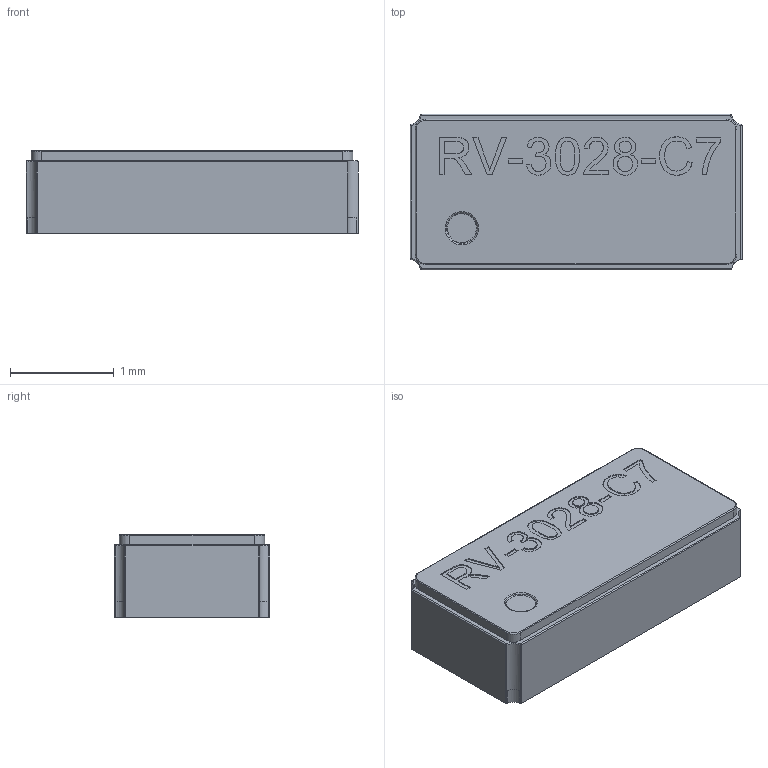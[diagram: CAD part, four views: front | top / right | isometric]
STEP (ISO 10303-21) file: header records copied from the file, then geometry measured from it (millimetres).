
FILE_DESCRIPTION (( 'STEP AP214' ), '1' );
FILE_NAME ('User Library-RV-3028-C7.STEP', '2020-10-19T10:26:04', ( '' ), ( '' ), 'SwSTEP 2.0', 'SolidWorks 2020', '' );
FILE_SCHEMA (( 'AUTOMOTIVE_DESIGN' ));
Length unit declared in the file: millimetre
Products named in the file (11): Part_10502_5; Part_10502_6; Part_10502_8; Part_10502_9; Part_10502_2; Part_10502; Part_10502_4; Part_10502_7; User Library-RV-3028-C7; Part_10502_3; Part_10502_10
Assembly tree (10 placements, depth 2):
  User Library-RV-3028-C7
    Part_10502
    Part_10502_2
    Part_10502_3
    Part_10502_4
    Part_10502_5
    Part_10502_6
    Part_10502_7
    Part_10502_8
    Part_10502_9
    Part_10502_10
Bounding box: 3.2 x 1.5 x 0.8 mm (x, y, z)
Volume: 3.8 mm3; surface area: 32.1 mm2
Topology: 10 solids, 10 shells, 358 faces, 938 edges, 613 vertices
Faces by surface type: plane 173, bspline 159, cylinder 26
Entity records: 16867 total; most frequent: CARTESIAN_POINT 4702, ORIENTED_EDGE 1864, DIRECTION 1132, EDGE_CURVE 932, VERTEX_POINT 613, LINE 562, VECTOR 562, UNCERTAINTY_MEASURE_WITH_UNIT 389
